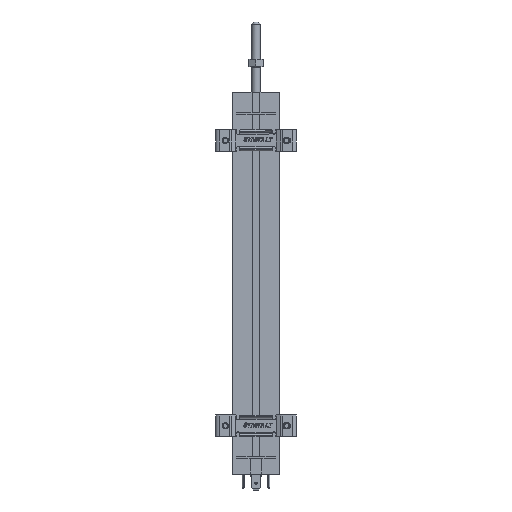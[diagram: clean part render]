
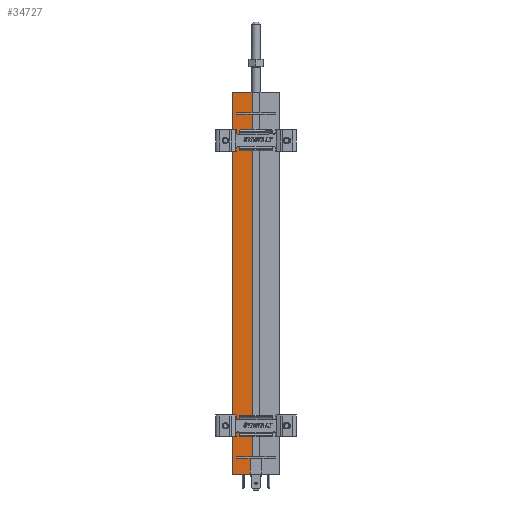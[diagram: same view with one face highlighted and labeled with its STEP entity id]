
A CAD part, front view. The second image highlights one B-rep face of the part: STEP entity #34727.
In plain terms, the highlighted planar face has unit normal (0, -1, 0).
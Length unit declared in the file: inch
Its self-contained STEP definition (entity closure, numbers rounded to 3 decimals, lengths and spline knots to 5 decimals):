
#1658 = CARTESIAN_POINT ( 'NONE',  ( 0.11811, 0., 0.03937 ) ) ;
#3306 = LINE ( 'NONE', #33768, #7854 ) ;
#3650 = VERTEX_POINT ( 'NONE', #69884 ) ;
#5840 = EDGE_CURVE ( 'NONE', #35123, #3650, #47787, .T. ) ;
#6212 = VECTOR ( 'NONE', #27618, 39.37008 ) ;
#7814 = DIRECTION ( 'NONE',  ( 0., 0., -1. ) ) ;
#7854 = VECTOR ( 'NONE', #27419, 39.37008 ) ;
#9322 = VECTOR ( 'NONE', #42186, 39.37008 ) ;
#10395 = ORIENTED_EDGE ( 'NONE', *, *, #68404, .F. ) ;
#10513 = CARTESIAN_POINT ( 'NONE',  ( 0., 0., -9.82283 ) ) ;
#10722 = VECTOR ( 'NONE', #38901, 39.37008 ) ;
#11068 = CARTESIAN_POINT ( 'NONE',  ( 1.20079, 0., -9.38976 ) ) ;
#11090 = CARTESIAN_POINT ( 'NONE',  ( 0., 0., 0.60236 ) ) ;
#11961 = CARTESIAN_POINT ( 'NONE',  ( 1.20079, 0., -9.35039 ) ) ;
#12015 = VERTEX_POINT ( 'NONE', #54955 ) ;
#12564 = EDGE_CURVE ( 'NONE', #35123, #55299, #3306, .T. ) ;
#12692 = ORIENTED_EDGE ( 'NONE', *, *, #75141, .T. ) ;
#13816 = LINE ( 'NONE', #25654, #64534 ) ;
#14095 = CARTESIAN_POINT ( 'NONE',  ( 0.48819, 0., -9.82283 ) ) ;
#14119 = VERTEX_POINT ( 'NONE', #14095 ) ;
#16989 = CARTESIAN_POINT ( 'NONE',  ( 0., 0., 0.03937 ) ) ;
#20454 = EDGE_CURVE ( 'NONE', #20463, #42735, #40744, .T. ) ;
#20463 = VERTEX_POINT ( 'NONE', #53381 ) ;
#24009 = LINE ( 'NONE', #55928, #9322 ) ;
#25654 = CARTESIAN_POINT ( 'NONE',  ( 0.48819, 0., -9.38976 ) ) ;
#26024 = ORIENTED_EDGE ( 'NONE', *, *, #60418, .T. ) ;
#26342 = CARTESIAN_POINT ( 'NONE',  ( 0., 0., -9.82283 ) ) ;
#27419 = DIRECTION ( 'NONE',  ( 0., 0., 1. ) ) ;
#27618 = DIRECTION ( 'NONE',  ( 0., 0., 1. ) ) ;
#28943 = ORIENTED_EDGE ( 'NONE', *, *, #63210, .T. ) ;
#29770 = VECTOR ( 'NONE', #30367, 39.37008 ) ;
#30367 = DIRECTION ( 'NONE',  ( 0., 0., 1. ) ) ;
#30661 = CARTESIAN_POINT ( 'NONE',  ( 0.11811, 0., -9.38976 ) ) ;
#30688 = VECTOR ( 'NONE', #71649, 39.37008 ) ;
#30874 = DIRECTION ( 'NONE',  ( 0., 0., -1. ) ) ;
#33667 = EDGE_CURVE ( 'NONE', #40060, #56648, #49487, .T. ) ;
#33768 = CARTESIAN_POINT ( 'NONE',  ( 0.11811, 0., -9.38976 ) ) ;
#34727 = ADVANCED_FACE ( 'NONE', ( #71876 ), #34784, .T. ) ;
#34784 = PLANE ( 'NONE',  #51452 ) ;
#35123 = VERTEX_POINT ( 'NONE', #30661 ) ;
#35236 = DIRECTION ( 'NONE',  ( -1., 0., 0. ) ) ;
#36942 = VECTOR ( 'NONE', #53571, 39.37008 ) ;
#37023 = EDGE_LOOP ( 'NONE', ( #12692, #63410, #40923, #39299, #28943, #46724, #50024, #50739, #10395, #26024, #56187, #63534 ) ) ;
#37239 = EDGE_CURVE ( 'NONE', #42735, #39292, #72387, .T. ) ;
#38901 = DIRECTION ( 'NONE',  ( 1., 0., 0. ) ) ;
#38946 = CARTESIAN_POINT ( 'NONE',  ( 0.54724, 0., -9.35039 ) ) ;
#39292 = VERTEX_POINT ( 'NONE', #26342 ) ;
#39299 = ORIENTED_EDGE ( 'NONE', *, *, #37239, .T. ) ;
#40060 = VERTEX_POINT ( 'NONE', #69424 ) ;
#40744 = LINE ( 'NONE', #11090, #50408 ) ;
#40923 = ORIENTED_EDGE ( 'NONE', *, *, #20454, .T. ) ;
#41079 = DIRECTION ( 'NONE',  ( 0., 0., -1. ) ) ;
#42186 = DIRECTION ( 'NONE',  ( -1., 0., 0. ) ) ;
#42730 = CARTESIAN_POINT ( 'NONE',  ( 0., 0., 0.03937 ) ) ;
#42735 = VERTEX_POINT ( 'NONE', #48933 ) ;
#42806 = DIRECTION ( 'NONE',  ( 0., 0., 1. ) ) ;
#44040 = CARTESIAN_POINT ( 'NONE',  ( 0.54724, 0., 0. ) ) ;
#44665 = CARTESIAN_POINT ( 'NONE',  ( 0.11811, 0., 0.03937 ) ) ;
#44795 = LINE ( 'NONE', #73659, #10722 ) ;
#46724 = ORIENTED_EDGE ( 'NONE', *, *, #67189, .F. ) ;
#47787 = LINE ( 'NONE', #11068, #58854 ) ;
#48540 = LINE ( 'NONE', #71487, #29770 ) ;
#48933 = CARTESIAN_POINT ( 'NONE',  ( 0., 0., 0.60236 ) ) ;
#49487 = LINE ( 'NONE', #1658, #55027 ) ;
#50024 = ORIENTED_EDGE ( 'NONE', *, *, #5840, .F. ) ;
#50408 = VECTOR ( 'NONE', #35236, 39.37008 ) ;
#50739 = ORIENTED_EDGE ( 'NONE', *, *, #12564, .T. ) ;
#51452 = AXIS2_PLACEMENT_3D ( 'NONE', #16989, #58877, #41079 ) ;
#52568 = DIRECTION ( 'NONE',  ( 1., 0., 0. ) ) ;
#53381 = CARTESIAN_POINT ( 'NONE',  ( 0.54134, 0., 0.60236 ) ) ;
#53487 = LINE ( 'NONE', #11961, #30688 ) ;
#53571 = DIRECTION ( 'NONE',  ( 1., 0., 0. ) ) ;
#54955 = CARTESIAN_POINT ( 'NONE',  ( 0.54134, 0., 0.03937 ) ) ;
#55027 = VECTOR ( 'NONE', #42806, 39.37008 ) ;
#55299 = VERTEX_POINT ( 'NONE', #71969 ) ;
#55464 = EDGE_CURVE ( 'NONE', #12015, #20463, #48540, .T. ) ;
#55928 = CARTESIAN_POINT ( 'NONE',  ( 1.20079, 0., 0. ) ) ;
#56187 = ORIENTED_EDGE ( 'NONE', *, *, #64133, .T. ) ;
#56648 = VERTEX_POINT ( 'NONE', #44665 ) ;
#58854 = VECTOR ( 'NONE', #52568, 39.37008 ) ;
#58877 = DIRECTION ( 'NONE',  ( 0., -1., 0. ) ) ;
#60418 = EDGE_CURVE ( 'NONE', #68314, #61489, #69118, .T. ) ;
#61489 = VERTEX_POINT ( 'NONE', #44040 ) ;
#63210 = EDGE_CURVE ( 'NONE', #39292, #14119, #64629, .T. ) ;
#63410 = ORIENTED_EDGE ( 'NONE', *, *, #55464, .T. ) ;
#63534 = ORIENTED_EDGE ( 'NONE', *, *, #33667, .T. ) ;
#63580 = CARTESIAN_POINT ( 'NONE',  ( 0.54724, 0., -9.35039 ) ) ;
#64133 = EDGE_CURVE ( 'NONE', #61489, #40060, #24009, .T. ) ;
#64534 = VECTOR ( 'NONE', #7814, 39.37008 ) ;
#64629 = LINE ( 'NONE', #10513, #36942 ) ;
#67189 = EDGE_CURVE ( 'NONE', #3650, #14119, #13816, .T. ) ;
#68314 = VERTEX_POINT ( 'NONE', #38946 ) ;
#68404 = EDGE_CURVE ( 'NONE', #68314, #55299, #53487, .T. ) ;
#69118 = LINE ( 'NONE', #63580, #6212 ) ;
#69424 = CARTESIAN_POINT ( 'NONE',  ( 0.11811, 0., 0. ) ) ;
#69884 = CARTESIAN_POINT ( 'NONE',  ( 0.48819, 0., -9.38976 ) ) ;
#71487 = CARTESIAN_POINT ( 'NONE',  ( 0.54134, 0., 0.03937 ) ) ;
#71649 = DIRECTION ( 'NONE',  ( -1., 0., 0. ) ) ;
#71876 = FACE_OUTER_BOUND ( 'NONE', #37023, .T. ) ;
#71969 = CARTESIAN_POINT ( 'NONE',  ( 0.11811, 0., -9.35039 ) ) ;
#72387 = LINE ( 'NONE', #42730, #77061 ) ;
#73659 = CARTESIAN_POINT ( 'NONE',  ( 0.09843, 0., 0.03937 ) ) ;
#75141 = EDGE_CURVE ( 'NONE', #56648, #12015, #44795, .T. ) ;
#77061 = VECTOR ( 'NONE', #30874, 39.37008 ) ;
